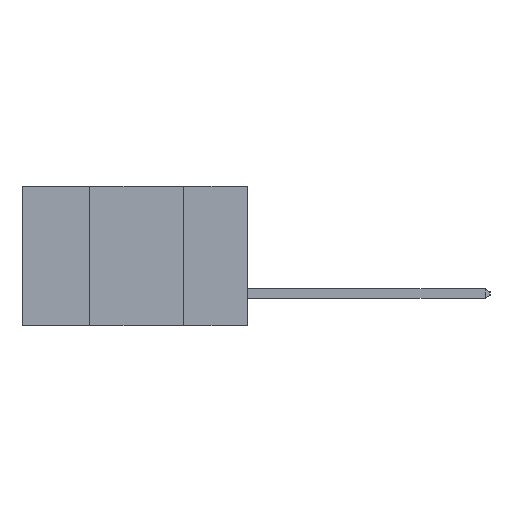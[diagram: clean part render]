
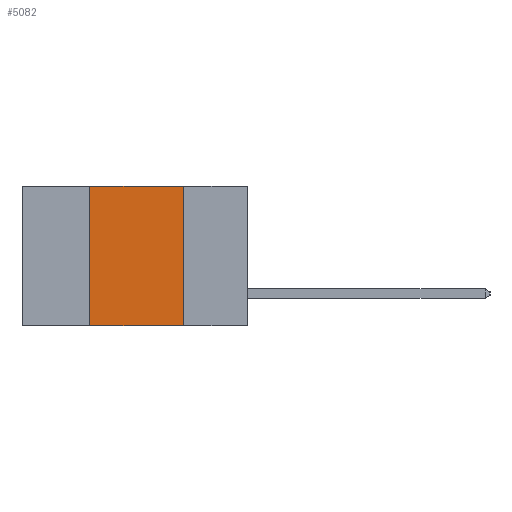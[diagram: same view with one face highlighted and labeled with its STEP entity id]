
A CAD part, left-side view. The second image highlights one B-rep face of the part: STEP entity #5082.
In plain terms, the highlighted planar face has unit normal (-1, 0, 0).
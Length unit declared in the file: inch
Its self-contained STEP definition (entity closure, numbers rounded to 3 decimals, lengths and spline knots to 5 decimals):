
#816 = DIRECTION ( 'NONE',  ( 0., -1., 0. ) ) ;
#1047 = CARTESIAN_POINT ( 'NONE',  ( 0., 0.6, 0. ) ) ;
#2097 = CARTESIAN_POINT ( 'NONE',  ( 0., 0.17, -0.37 ) ) ;
#2654 = EDGE_CURVE ( 'NONE', #6304, #17347, #17123, .T. ) ;
#2773 = ORIENTED_EDGE ( 'NONE', *, *, #7784, .T. ) ;
#3558 = CARTESIAN_POINT ( 'NONE',  ( 0., 0.42, -0.37 ) ) ;
#4731 = CARTESIAN_POINT ( 'NONE',  ( 0., 0.17, -0.37 ) ) ;
#5010 = EDGE_LOOP ( 'NONE', ( #6398, #6975, #11705, #2773 ) ) ;
#5082 = ADVANCED_FACE ( 'NONE', ( #8250 ), #12561, .F. ) ;
#5169 = LINE ( 'NONE', #1047, #5728 ) ;
#5728 = VECTOR ( 'NONE', #816, 39.37008 ) ;
#6304 = VERTEX_POINT ( 'NONE', #3558 ) ;
#6398 = ORIENTED_EDGE ( 'NONE', *, *, #20552, .F. ) ;
#6524 = DIRECTION ( 'NONE',  ( 0., 0., -1. ) ) ;
#6784 = VECTOR ( 'NONE', #6524, 39.37008 ) ;
#6975 = ORIENTED_EDGE ( 'NONE', *, *, #10271, .F. ) ;
#7021 = DIRECTION ( 'NONE',  ( 0., 0., 1. ) ) ;
#7099 = CARTESIAN_POINT ( 'NONE',  ( 0., 0.42, -0.37 ) ) ;
#7746 = VECTOR ( 'NONE', #7021, 39.37008 ) ;
#7784 = EDGE_CURVE ( 'NONE', #6304, #22116, #16631, .T. ) ;
#8250 = FACE_OUTER_BOUND ( 'NONE', #5010, .T. ) ;
#9048 = CARTESIAN_POINT ( 'NONE',  ( 0., 0.17, 0. ) ) ;
#9704 = CARTESIAN_POINT ( 'NONE',  ( 0., 0.42, 0. ) ) ;
#10271 = EDGE_CURVE ( 'NONE', #17347, #13798, #5169, .T. ) ;
#11705 = ORIENTED_EDGE ( 'NONE', *, *, #2654, .F. ) ;
#11868 = DIRECTION ( 'NONE',  ( 0., 0., -1. ) ) ;
#12025 = DIRECTION ( 'NONE',  ( 1., 0., 0. ) ) ;
#12047 = CARTESIAN_POINT ( 'NONE',  ( 0., 0.6, 0. ) ) ;
#12561 = PLANE ( 'NONE',  #19797 ) ;
#13792 = DIRECTION ( 'NONE',  ( 0., -1., 0. ) ) ;
#13798 = VERTEX_POINT ( 'NONE', #9048 ) ;
#13861 = CARTESIAN_POINT ( 'NONE',  ( 0., 0.6, -0.37 ) ) ;
#16631 = LINE ( 'NONE', #13861, #21701 ) ;
#17123 = LINE ( 'NONE', #7099, #7746 ) ;
#17347 = VERTEX_POINT ( 'NONE', #9704 ) ;
#19797 = AXIS2_PLACEMENT_3D ( 'NONE', #12047, #12025, #11868 ) ;
#20552 = EDGE_CURVE ( 'NONE', #13798, #22116, #21793, .T. ) ;
#21701 = VECTOR ( 'NONE', #13792, 39.37008 ) ;
#21793 = LINE ( 'NONE', #4731, #6784 ) ;
#22116 = VERTEX_POINT ( 'NONE', #2097 ) ;
